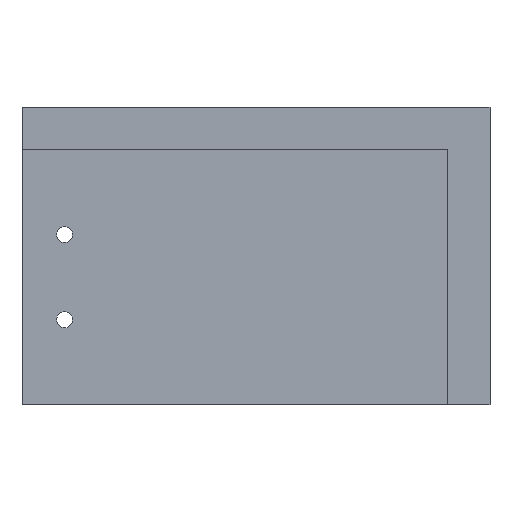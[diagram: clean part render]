
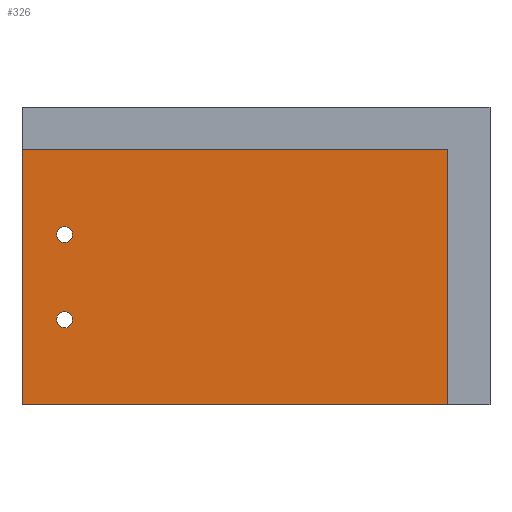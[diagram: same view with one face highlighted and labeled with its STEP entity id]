
A CAD part, left-side view. The second image highlights one B-rep face of the part: STEP entity #326.
In plain terms, the highlighted planar face has unit normal (-1, 0, 0).
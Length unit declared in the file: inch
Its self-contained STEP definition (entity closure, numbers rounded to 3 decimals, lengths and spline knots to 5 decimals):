
#3 = VECTOR ( 'NONE', #356, 39.37008 ) ;
#15 = CARTESIAN_POINT ( 'NONE',  ( 2.5, -2., -3.5 ) ) ;
#25 = CIRCLE ( 'NONE', #459, 0.04687 ) ;
#37 = FACE_BOUND ( 'NONE', #479, .T. ) ;
#41 = EDGE_LOOP ( 'NONE', ( #348, #310, #449, #109 ) ) ;
#48 = CARTESIAN_POINT ( 'NONE',  ( 2.5, -4.5, -2. ) ) ;
#51 = CARTESIAN_POINT ( 'NONE',  ( 2.5, -2.25, -2.5 ) ) ;
#75 = DIRECTION ( 'NONE',  ( 0., 1., 0. ) ) ;
#76 = VERTEX_POINT ( 'NONE', #48 ) ;
#77 = EDGE_CURVE ( 'NONE', #396, #463, #153, .T. ) ;
#78 = CARTESIAN_POINT ( 'NONE',  ( 2.5, -2.29687, -3. ) ) ;
#89 = VECTOR ( 'NONE', #75, 39.37008 ) ;
#105 = ORIENTED_EDGE ( 'NONE', *, *, #359, .T. ) ;
#109 = ORIENTED_EDGE ( 'NONE', *, *, #274, .T. ) ;
#110 = AXIS2_PLACEMENT_3D ( 'NONE', #191, #269, #234 ) ;
#114 = PLANE ( 'NONE',  #246 ) ;
#116 = CARTESIAN_POINT ( 'NONE',  ( 2.5, -4.5, 0. ) ) ;
#123 = DIRECTION ( 'NONE',  ( 0., 0., -1. ) ) ;
#133 = DIRECTION ( 'NONE',  ( 1., 0., 0. ) ) ;
#135 = VERTEX_POINT ( 'NONE', #15 ) ;
#153 = CIRCLE ( 'NONE', #366, 0.04688 ) ;
#155 = CARTESIAN_POINT ( 'NONE',  ( 2.5, -4.75, -3.5 ) ) ;
#188 = DIRECTION ( 'NONE',  ( 0., -1., 0. ) ) ;
#191 = CARTESIAN_POINT ( 'NONE',  ( 2.5, -2.25, -2.5 ) ) ;
#197 = LINE ( 'NONE', #155, #202 ) ;
#198 = VERTEX_POINT ( 'NONE', #264 ) ;
#199 = CARTESIAN_POINT ( 'NONE',  ( 2.5, -2.20312, -2.5 ) ) ;
#202 = VECTOR ( 'NONE', #188, 39.37008 ) ;
#206 = DIRECTION ( 'NONE',  ( 1., 0., 0. ) ) ;
#225 = CIRCLE ( 'NONE', #283, 0.04688 ) ;
#234 = DIRECTION ( 'NONE',  ( 0., 0., -1. ) ) ;
#243 = DIRECTION ( 'NONE',  ( 0., 0., -1. ) ) ;
#246 = AXIS2_PLACEMENT_3D ( 'NONE', #349, #305, #467 ) ;
#249 = CARTESIAN_POINT ( 'NONE',  ( 2.5, -2.25, -3. ) ) ;
#263 = EDGE_CURVE ( 'NONE', #135, #497, #197, .T. ) ;
#264 = CARTESIAN_POINT ( 'NONE',  ( 2.5, -2., -2. ) ) ;
#269 = DIRECTION ( 'NONE',  ( 1., 0., 0. ) ) ;
#274 = EDGE_CURVE ( 'NONE', #76, #198, #512, .T. ) ;
#283 = AXIS2_PLACEMENT_3D ( 'NONE', #332, #133, #419 ) ;
#291 = CIRCLE ( 'NONE', #110, 0.04687 ) ;
#299 = CARTESIAN_POINT ( 'NONE',  ( 2.5, -4.5, -3.5 ) ) ;
#305 = DIRECTION ( 'NONE',  ( 1., 0., 0. ) ) ;
#310 = ORIENTED_EDGE ( 'NONE', *, *, #263, .T. ) ;
#314 = ORIENTED_EDGE ( 'NONE', *, *, #435, .T. ) ;
#326 = ADVANCED_FACE ( 'NONE', ( #347, #473, #37 ), #114, .F. ) ;
#332 = CARTESIAN_POINT ( 'NONE',  ( 2.5, -2.25, -3. ) ) ;
#341 = EDGE_CURVE ( 'NONE', #76, #497, #427, .T. ) ;
#347 = FACE_OUTER_BOUND ( 'NONE', #41, .T. ) ;
#348 = ORIENTED_EDGE ( 'NONE', *, *, #368, .T. ) ;
#349 = CARTESIAN_POINT ( 'NONE',  ( 2.5, -2., 0. ) ) ;
#350 = VERTEX_POINT ( 'NONE', #199 ) ;
#351 = CARTESIAN_POINT ( 'NONE',  ( 2.5, -2.29687, -2.5 ) ) ;
#352 = LINE ( 'NONE', #478, #367 ) ;
#353 = ORIENTED_EDGE ( 'NONE', *, *, #77, .T. ) ;
#356 = DIRECTION ( 'NONE',  ( 0., 0., -1. ) ) ;
#358 = ORIENTED_EDGE ( 'NONE', *, *, #470, .T. ) ;
#359 = EDGE_CURVE ( 'NONE', #350, #502, #291, .T. ) ;
#365 = DIRECTION ( 'NONE',  ( 0., 0., -1. ) ) ;
#366 = AXIS2_PLACEMENT_3D ( 'NONE', #249, #206, #365 ) ;
#367 = VECTOR ( 'NONE', #123, 39.37008 ) ;
#368 = EDGE_CURVE ( 'NONE', #198, #135, #352, .T. ) ;
#372 = DIRECTION ( 'NONE',  ( 1., 0., 0. ) ) ;
#377 = CARTESIAN_POINT ( 'NONE',  ( 2.5, -2.20312, -3. ) ) ;
#396 = VERTEX_POINT ( 'NONE', #78 ) ;
#398 = EDGE_LOOP ( 'NONE', ( #105, #314 ) ) ;
#419 = DIRECTION ( 'NONE',  ( 0., 0., -1. ) ) ;
#427 = LINE ( 'NONE', #116, #3 ) ;
#435 = EDGE_CURVE ( 'NONE', #502, #350, #25, .T. ) ;
#449 = ORIENTED_EDGE ( 'NONE', *, *, #341, .F. ) ;
#459 = AXIS2_PLACEMENT_3D ( 'NONE', #51, #372, #243 ) ;
#463 = VERTEX_POINT ( 'NONE', #377 ) ;
#467 = DIRECTION ( 'NONE',  ( 0., 0., 1. ) ) ;
#470 = EDGE_CURVE ( 'NONE', #463, #396, #225, .T. ) ;
#473 = FACE_BOUND ( 'NONE', #398, .T. ) ;
#478 = CARTESIAN_POINT ( 'NONE',  ( 2.5, -2., -1.75 ) ) ;
#479 = EDGE_LOOP ( 'NONE', ( #358, #353 ) ) ;
#497 = VERTEX_POINT ( 'NONE', #299 ) ;
#502 = VERTEX_POINT ( 'NONE', #351 ) ;
#508 = CARTESIAN_POINT ( 'NONE',  ( 2.5, -2., -2. ) ) ;
#512 = LINE ( 'NONE', #508, #89 ) ;
